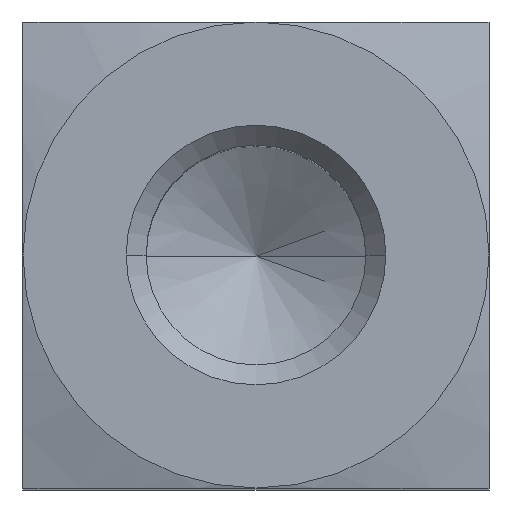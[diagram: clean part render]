
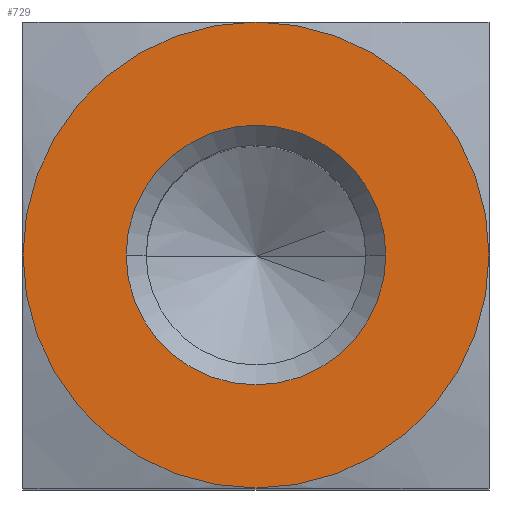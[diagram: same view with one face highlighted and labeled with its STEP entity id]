
A CAD part, top view. The second image highlights one B-rep face of the part: STEP entity #729.
In plain terms, the highlighted planar face has unit normal (0, 0, 1).
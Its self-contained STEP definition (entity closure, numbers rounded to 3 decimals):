
#267 = CARTESIAN_POINT ( 'NONE',  ( 0., 0., 17. ) ) ;
#268 = DIRECTION ( 'NONE',  ( 0., 0., 1. ) ) ;
#269 = DIRECTION ( 'NONE',  ( 1., 0., 0. ) ) ;
#270 = CARTESIAN_POINT ( 'NONE',  ( 0., 0., 17. ) ) ;
#271 = DIRECTION ( 'NONE',  ( 0., 0., 1. ) ) ;
#272 = DIRECTION ( 'NONE',  ( 1., 0., 0. ) ) ;
#273 = CARTESIAN_POINT ( 'NONE',  ( 0., 0., 17. ) ) ;
#274 = DIRECTION ( 'NONE',  ( 0., 0., -1. ) ) ;
#275 = DIRECTION ( 'NONE',  ( -1., 0., 0. ) ) ;
#276 = CARTESIAN_POINT ( 'NONE',  ( 0., 0., 17. ) ) ;
#277 = DIRECTION ( 'NONE',  ( 0., 0., 1. ) ) ;
#278 = DIRECTION ( 'NONE',  ( 1., 0., 0. ) ) ;
#280 = CARTESIAN_POINT ( 'NONE',  ( 0., 0., 17. ) ) ;
#281 = DIRECTION ( 'NONE',  ( 0., 0., -1. ) ) ;
#282 = DIRECTION ( 'NONE',  ( 1., 0., 0. ) ) ;
#617 = CARTESIAN_POINT ( 'NONE',  ( -1.95, 0., 17. ) ) ;
#624 = CARTESIAN_POINT ( 'NONE',  ( 0., -3.5, 17. ) ) ;
#665 = CARTESIAN_POINT ( 'NONE',  ( 0., 3.5, 17. ) ) ;
#729 = ADVANCED_FACE ( 'NONE', ( #1853, #2347 ), #1854, .T. ) ;
#738 = EDGE_CURVE ( 'NONE', #962, #885, #1719, .T. ) ;
#752 = AXIS2_PLACEMENT_3D ( 'NONE', #2451, #2450, #2449 ) ;
#885 = VERTEX_POINT ( 'NONE', #617 ) ;
#894 = VERTEX_POINT ( 'NONE', #624 ) ;
#925 = ORIENTED_EDGE ( 'NONE', *, *, #2490, .T. ) ;
#929 = ORIENTED_EDGE ( 'NONE', *, *, #2489, .F. ) ;
#932 = ORIENTED_EDGE ( 'NONE', *, *, #2488, .T. ) ;
#933 = ORIENTED_EDGE ( 'NONE', *, *, #738, .T. ) ;
#938 = VERTEX_POINT ( 'NONE', #665 ) ;
#943 = ORIENTED_EDGE ( 'NONE', *, *, #2491, .T. ) ;
#945 = ORIENTED_EDGE ( 'NONE', *, *, #2487, .T. ) ;
#962 = VERTEX_POINT ( 'NONE', #2519 ) ;
#967 = VERTEX_POINT ( 'NONE', #2524 ) ;
#982 = VERTEX_POINT ( 'NONE', #2539 ) ;
#1627 = CIRCLE ( 'NONE', #1634, 3.5 ) ;
#1630 = CIRCLE ( 'NONE', #1632, 3.5 ) ;
#1632 = AXIS2_PLACEMENT_3D ( 'NONE', #267, #268, #269 ) ;
#1633 = CIRCLE ( 'NONE', #1636, 3.5 ) ;
#1634 = AXIS2_PLACEMENT_3D ( 'NONE', #270, #271, #272 ) ;
#1635 = CIRCLE ( 'NONE', #1638, 3.5 ) ;
#1636 = AXIS2_PLACEMENT_3D ( 'NONE', #273, #274, #275 ) ;
#1637 = CIRCLE ( 'NONE', #1640, 1.95 ) ;
#1638 = AXIS2_PLACEMENT_3D ( 'NONE', #276, #277, #278 ) ;
#1640 = AXIS2_PLACEMENT_3D ( 'NONE', #280, #281, #282 ) ;
#1677 = AXIS2_PLACEMENT_3D ( 'NONE', #2481, #2482, #2447 ) ;
#1719 = CIRCLE ( 'NONE', #752, 1.95 ) ;
#1853 = FACE_BOUND ( 'NONE', #2141, .T. ) ;
#1854 = PLANE ( 'NONE',  #1677 ) ;
#2138 = EDGE_LOOP ( 'NONE', ( #945, #925, #929, #932 ) ) ;
#2141 = EDGE_LOOP ( 'NONE', ( #933, #943 ) ) ;
#2347 = FACE_OUTER_BOUND ( 'NONE', #2138, .T. ) ;
#2447 = DIRECTION ( 'NONE',  ( 1., 0., 0. ) ) ;
#2449 = DIRECTION ( 'NONE',  ( 1., 0., 0. ) ) ;
#2450 = DIRECTION ( 'NONE',  ( 0., 0., -1. ) ) ;
#2451 = CARTESIAN_POINT ( 'NONE',  ( 0., 0., 17. ) ) ;
#2481 = CARTESIAN_POINT ( 'NONE',  ( -3.5, -3.5, 17. ) ) ;
#2482 = DIRECTION ( 'NONE',  ( 0., 0., 1. ) ) ;
#2487 = EDGE_CURVE ( 'NONE', #894, #982, #1630, .T. ) ;
#2488 = EDGE_CURVE ( 'NONE', #967, #894, #1627, .T. ) ;
#2489 = EDGE_CURVE ( 'NONE', #967, #938, #1633, .T. ) ;
#2490 = EDGE_CURVE ( 'NONE', #982, #938, #1635, .T. ) ;
#2491 = EDGE_CURVE ( 'NONE', #885, #962, #1637, .T. ) ;
#2519 = CARTESIAN_POINT ( 'NONE',  ( 1.95, 0., 17. ) ) ;
#2524 = CARTESIAN_POINT ( 'NONE',  ( -3.5, 0., 17. ) ) ;
#2539 = CARTESIAN_POINT ( 'NONE',  ( 3.5, 0., 17. ) ) ;
